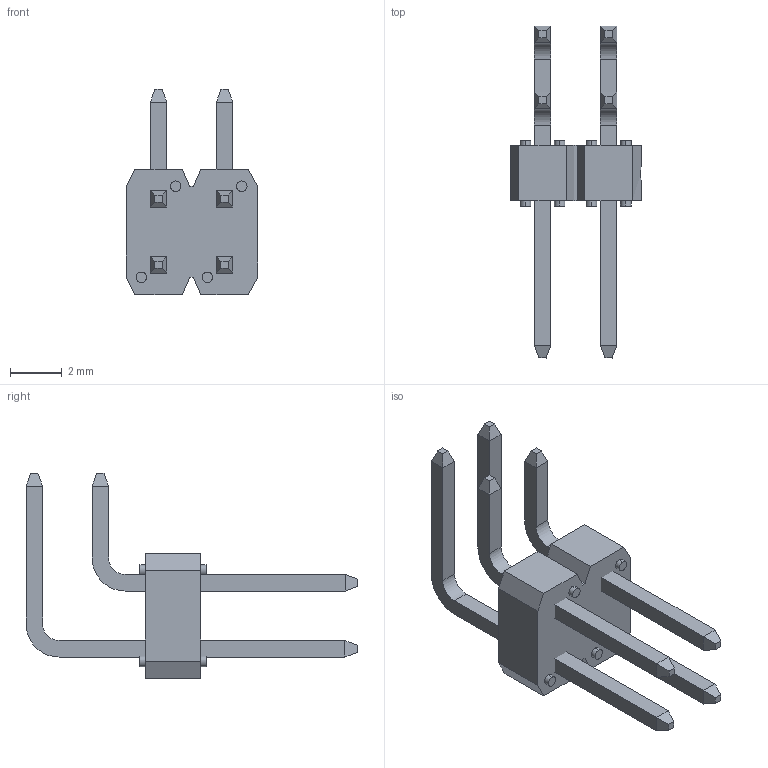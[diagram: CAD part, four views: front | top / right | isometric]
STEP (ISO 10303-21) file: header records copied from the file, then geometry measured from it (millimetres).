
FILE_DESCRIPTION (( 'STEP AP214' ), '1' );
FILE_NAME ('User Library-68021-x10.STEP', '2017-01-17T12:35:50', ( 'Alexey' ), ( '' ), 'SwSTEP 2.0', 'SolidWorks 2016', '' );
FILE_SCHEMA (( 'AUTOMOTIVE_DESIGN' ));
Length unit declared in the file: inch
Products named in the file (1): User Library-68021-x10
Bounding box: 5.05 x 12.76 x 7.89 mm (x, y, z)
Surface area: 256.4 mm2 (no closed solid volume)
Topology: 0 solids, 13 shells, 114 faces, 256 edges, 160 vertices
Faces by surface type: plane 90, cylinder 24
Entity records: 3726 total; most frequent: CARTESIAN_POINT 567, DIRECTION 522, ORIENTED_EDGE 496, EDGE_CURVE 256, LINE 196, VECTOR 196, AXIS2_PLACEMENT_3D 163, VERTEX_POINT 160
